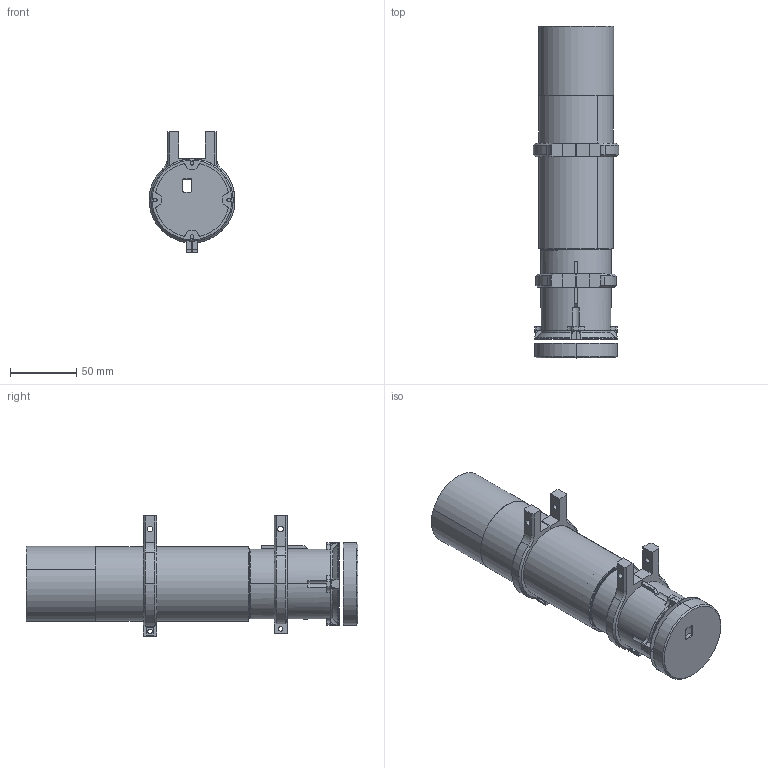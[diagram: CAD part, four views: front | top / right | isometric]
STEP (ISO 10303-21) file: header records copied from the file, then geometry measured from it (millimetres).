
FILE_DESCRIPTION (( 'STEP AP203' ), '1' );
FILE_NAME ('Guidescope.STEP', '2021-10-30T17:03:23', ( '' ), ( '' ), 'SwSTEP 2.0', 'SolidWorks 2020', '' );
FILE_SCHEMA (( 'CONFIG_CONTROL_DESIGN' ));
Length unit declared in the file: millimetre
Products named in the file (10): 09_lens_hood; 01_camera_mount_v3; guider_attachment_back_1; guider_attachment_front_2; guider_attachment_front_1; 03_scope_front_v4; Guidescope; guider_attachment_back_2; 04_camera_lid_v3; 02_scope_mid_v3
Assembly tree (9 placements, depth 2):
  Guidescope
    01_camera_mount_v3
    02_scope_mid_v3
    03_scope_front_v4
    04_camera_lid_v3
    09_lens_hood
    guider_attachment_back_1
    guider_attachment_front_1
    guider_attachment_back_2
    guider_attachment_front_2
Bounding box: 65 x 250.93 x 91.05 mm (x, y, z)
Volume: 122000.8 mm3; surface area: 139465.6 mm2
Topology: 9 solids, 9 shells, 678 faces, 1849 edges, 1207 vertices
Faces by surface type: cylinder 362, plane 199, cone 90, bspline 23, torus 4
Entity records: 36287 total; most frequent: CARTESIAN_POINT 18731, ORIENTED_EDGE 3698, DIRECTION 3305, EDGE_CURVE 1849, AXIS2_PLACEMENT_3D 1233, VERTEX_POINT 1207, LINE 839, VECTOR 839
